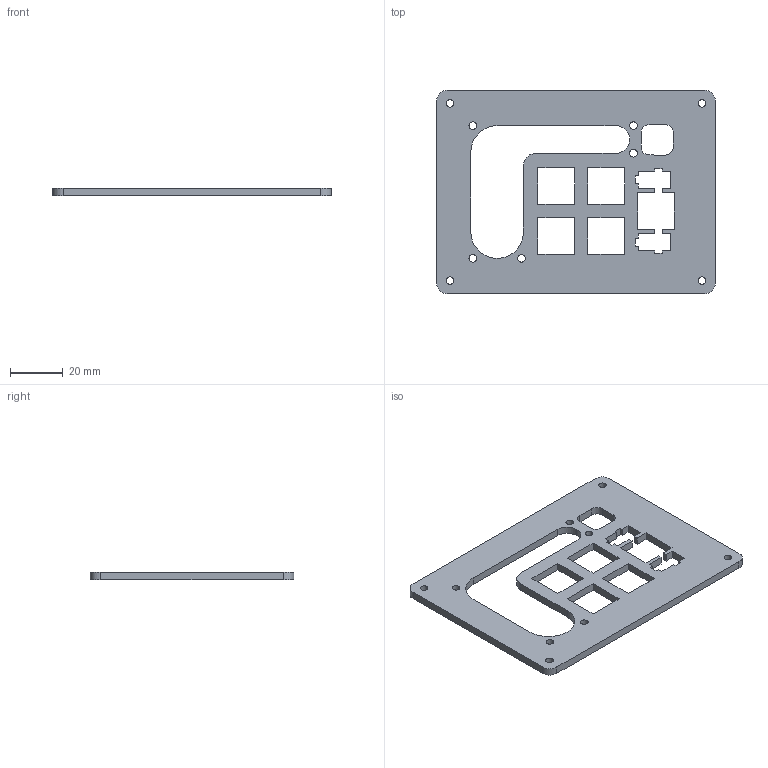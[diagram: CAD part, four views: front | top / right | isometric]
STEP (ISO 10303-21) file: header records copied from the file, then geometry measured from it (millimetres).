
FILE_DESCRIPTION(/* description */ (''),/* implementation_level */ '2;1');
FILE_NAME(/* name */ 'MidPlate.step',/* time_stamp */ '2024-10-15T21:04:53-04:00',/* author */ (''),/* organization */ (''),/* preprocessor_version */ 'ST-DEVELOPER v20',/* originating_system */ 'Autodesk Translation Framework v13.20.0.188',/* authorisation */ '');
FILE_SCHEMA (('AUTOMOTIVE_DESIGN { 1 0 10303 214 3 1 1 }'));
Length unit declared in the file: millimetre
Products named in the file (1): MidPlate
Bounding box: 106 x 77.5 x 3 mm (x, y, z)
Volume: 16439.4 mm3; surface area: 14098.3 mm2
Topology: 1 solids, 1 shells, 91 faces, 267 edges, 178 vertices
Faces by surface type: plane 68, cylinder 23
Full cylindrical faces by diameter (mm): 2.9 x9
Entity records: 3111 total; most frequent: CARTESIAN_POINT 537, ORIENTED_EDGE 534, DIRECTION 497, EDGE_CURVE 267, LINE 221, VECTOR 221, VERTEX_POINT 178, AXIS2_PLACEMENT_3D 138
